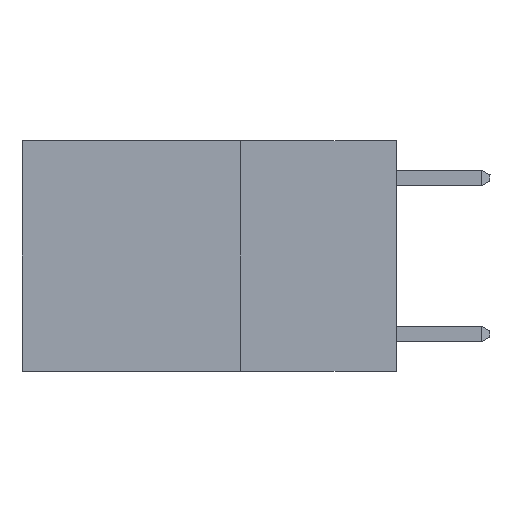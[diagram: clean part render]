
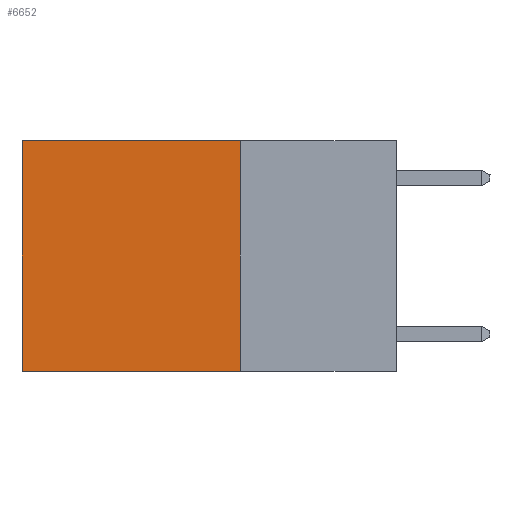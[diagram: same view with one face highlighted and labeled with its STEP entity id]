
A CAD part, left-side view. The second image highlights one B-rep face of the part: STEP entity #6652.
In plain terms, the highlighted planar face has unit normal (-1, 0, 0).
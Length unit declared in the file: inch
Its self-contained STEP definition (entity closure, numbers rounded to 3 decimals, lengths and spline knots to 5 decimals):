
#257 = VECTOR ( 'NONE', #7521, 39.37008 ) ;
#370 = EDGE_CURVE ( 'NONE', #1007, #10617, #16641, .T. ) ;
#1007 = VERTEX_POINT ( 'NONE', #11119 ) ;
#1011 = ORIENTED_EDGE ( 'NONE', *, *, #14248, .F. ) ;
#1926 = PLANE ( 'NONE',  #5921 ) ;
#3065 = VECTOR ( 'NONE', #10753, 39.37008 ) ;
#3331 = DIRECTION ( 'NONE',  ( 0., 0., -1. ) ) ;
#4664 = CARTESIAN_POINT ( 'NONE',  ( 0.2625, 0.25, 0. ) ) ;
#5125 = FACE_OUTER_BOUND ( 'NONE', #9174, .T. ) ;
#5561 = VECTOR ( 'NONE', #7368, 39.37008 ) ;
#5921 = AXIS2_PLACEMENT_3D ( 'NONE', #4664, #11582, #3331 ) ;
#6408 = VERTEX_POINT ( 'NONE', #6875 ) ;
#6617 = EDGE_CURVE ( 'NONE', #6408, #12029, #12436, .T. ) ;
#6652 = ADVANCED_FACE ( 'NONE', ( #5125 ), #1926, .F. ) ;
#6875 = CARTESIAN_POINT ( 'NONE',  ( 0.2625, 0.25, 0. ) ) ;
#7368 = DIRECTION ( 'NONE',  ( 0., 0., -1. ) ) ;
#7521 = DIRECTION ( 'NONE',  ( 0., 1., 0. ) ) ;
#7579 = CARTESIAN_POINT ( 'NONE',  ( 0.2625, 0.25, 0. ) ) ;
#9174 = EDGE_LOOP ( 'NONE', ( #16725, #1011, #9903, #14417 ) ) ;
#9374 = VECTOR ( 'NONE', #14975, 39.37008 ) ;
#9603 = CARTESIAN_POINT ( 'NONE',  ( 0.2625, 0.6, -0.37 ) ) ;
#9903 = ORIENTED_EDGE ( 'NONE', *, *, #6617, .F. ) ;
#10383 = LINE ( 'NONE', #17499, #3065 ) ;
#10617 = VERTEX_POINT ( 'NONE', #9603 ) ;
#10753 = DIRECTION ( 'NONE',  ( 0., 1., 0. ) ) ;
#11119 = CARTESIAN_POINT ( 'NONE',  ( 0.2625, 0.6, 0. ) ) ;
#11297 = LINE ( 'NONE', #7579, #257 ) ;
#11582 = DIRECTION ( 'NONE',  ( 1., 0., 0. ) ) ;
#12029 = VERTEX_POINT ( 'NONE', #16469 ) ;
#12436 = LINE ( 'NONE', #14205, #5561 ) ;
#13608 = CARTESIAN_POINT ( 'NONE',  ( 0.2625, 0.6, 0. ) ) ;
#14205 = CARTESIAN_POINT ( 'NONE',  ( 0.2625, 0.25, 0. ) ) ;
#14248 = EDGE_CURVE ( 'NONE', #12029, #10617, #10383, .T. ) ;
#14417 = ORIENTED_EDGE ( 'NONE', *, *, #17544, .T. ) ;
#14975 = DIRECTION ( 'NONE',  ( 0., 0., -1. ) ) ;
#16469 = CARTESIAN_POINT ( 'NONE',  ( 0.2625, 0.25, -0.37 ) ) ;
#16641 = LINE ( 'NONE', #13608, #9374 ) ;
#16725 = ORIENTED_EDGE ( 'NONE', *, *, #370, .T. ) ;
#17499 = CARTESIAN_POINT ( 'NONE',  ( 0.2625, 0.25, -0.37 ) ) ;
#17544 = EDGE_CURVE ( 'NONE', #6408, #1007, #11297, .T. ) ;
